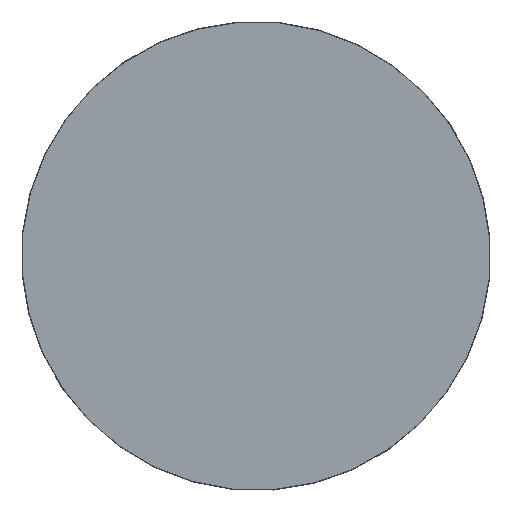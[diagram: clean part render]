
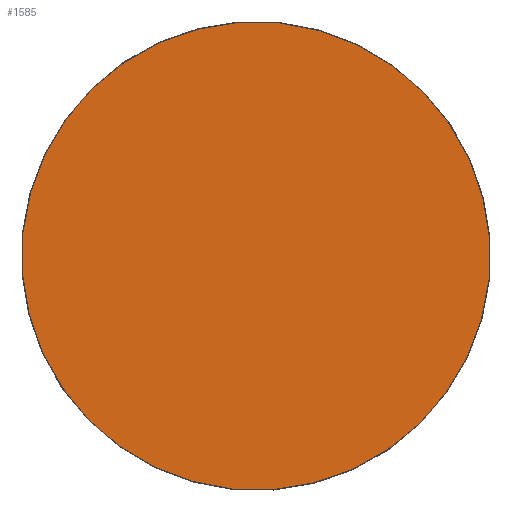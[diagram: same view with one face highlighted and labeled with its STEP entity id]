
A CAD part, front view. The second image highlights one B-rep face of the part: STEP entity #1585.
In plain terms, the highlighted planar face has unit normal (0, -1, 0).
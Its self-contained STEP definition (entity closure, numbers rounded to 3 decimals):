
#219=PLANE('',#1785);
#320=FACE_OUTER_BOUND('',#418,.T.);
#418=EDGE_LOOP('',(#1470,#1471));
#641=CIRCLE('',#1782,104.499);
#642=CIRCLE('',#1783,104.499);
#806=VERTEX_POINT('',#6252);
#807=VERTEX_POINT('',#6253);
#1030=EDGE_CURVE('',#806,#807,#641,.T.);
#1031=EDGE_CURVE('',#807,#806,#642,.T.);
#1470=ORIENTED_EDGE('',*,*,#1030,.T.);
#1471=ORIENTED_EDGE('',*,*,#1031,.T.);
#1585=ADVANCED_FACE('',(#320),#219,.T.);
#1782=AXIS2_PLACEMENT_3D('',#6254,#2193,#2194);
#1783=AXIS2_PLACEMENT_3D('',#6255,#2195,#2196);
#1785=AXIS2_PLACEMENT_3D('',#6257,#2199,#2200);
#2193=DIRECTION('center_axis',(0.,-1.,0.));
#2194=DIRECTION('ref_axis',(0.997,0.,0.075));
#2195=DIRECTION('center_axis',(0.,-1.,0.));
#2196=DIRECTION('ref_axis',(0.997,0.,0.075));
#2199=DIRECTION('center_axis',(0.,-1.,0.));
#2200=DIRECTION('ref_axis',(0.075,0.,-0.997));
#6252=CARTESIAN_POINT('',(104.206,-32.007,7.824));
#6253=CARTESIAN_POINT('',(-7.824,-32.007,104.206));
#6254=CARTESIAN_POINT('Origin',(0.,-32.007,
0.));
#6255=CARTESIAN_POINT('Origin',(0.,-32.007,
0.));
#6257=CARTESIAN_POINT('Origin',(52.103,-32.007,3.912));
